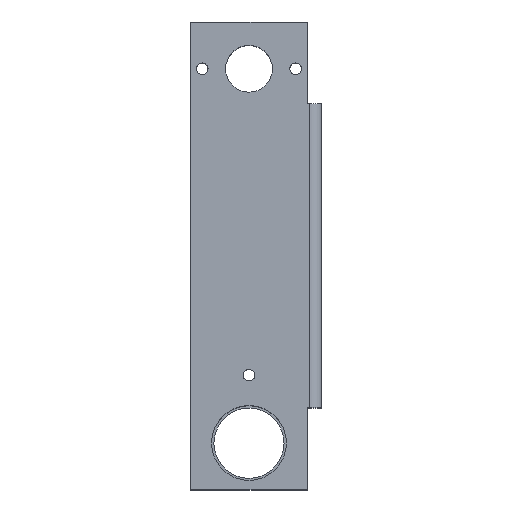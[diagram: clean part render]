
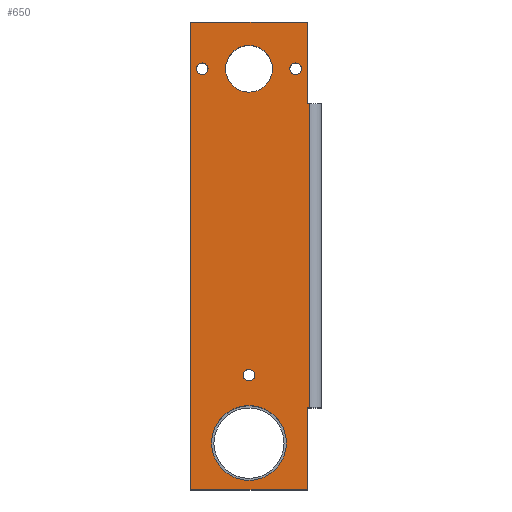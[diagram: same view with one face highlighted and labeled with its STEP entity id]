
A CAD part, top view. The second image highlights one B-rep face of the part: STEP entity #650.
In plain terms, the highlighted planar face has unit normal (0, 0, 1).
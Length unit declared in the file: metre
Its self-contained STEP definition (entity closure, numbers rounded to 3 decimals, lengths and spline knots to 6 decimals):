
#31=CIRCLE('',#703,0.01);
#33=CIRCLE('',#706,0.0025);
#35=CIRCLE('',#709,0.016);
#37=CIRCLE('',#712,0.0025);
#39=CIRCLE('',#715,0.0025);
#151=ORIENTED_EDGE('',*,*,#284,.T.);
#152=ORIENTED_EDGE('',*,*,#282,.F.);
#153=ORIENTED_EDGE('',*,*,#280,.F.);
#154=ORIENTED_EDGE('',*,*,#278,.F.);
#155=ORIENTED_EDGE('',*,*,#276,.F.);
#156=ORIENTED_EDGE('',*,*,#288,.F.);
#157=ORIENTED_EDGE('',*,*,#289,.T.);
#158=ORIENTED_EDGE('',*,*,#290,.T.);
#159=ORIENTED_EDGE('',*,*,#265,.T.);
#160=ORIENTED_EDGE('',*,*,#275,.T.);
#161=ORIENTED_EDGE('',*,*,#287,.F.);
#162=ORIENTED_EDGE('',*,*,#268,.F.);
#163=ORIENTED_EDGE('',*,*,#272,.T.);
#265=EDGE_CURVE('',#339,#341,#398,.T.);
#268=EDGE_CURVE('',#344,#345,#401,.T.);
#272=EDGE_CURVE('',#344,#347,#405,.T.);
#275=EDGE_CURVE('',#341,#349,#408,.T.);
#276=EDGE_CURVE('',#350,#350,#31,.T.);
#278=EDGE_CURVE('',#352,#352,#33,.T.);
#280=EDGE_CURVE('',#354,#354,#35,.T.);
#282=EDGE_CURVE('',#356,#356,#37,.T.);
#284=EDGE_CURVE('',#358,#358,#39,.T.);
#287=EDGE_CURVE('',#345,#349,#410,.T.);
#288=EDGE_CURVE('',#360,#347,#411,.T.);
#289=EDGE_CURVE('',#360,#361,#412,.F.);
#290=EDGE_CURVE('',#361,#339,#413,.T.);
#339=VERTEX_POINT('',#997);
#341=VERTEX_POINT('',#1001);
#344=VERTEX_POINT('',#1008);
#345=VERTEX_POINT('',#1010);
#347=VERTEX_POINT('',#1016);
#349=VERTEX_POINT('',#1022);
#350=VERTEX_POINT('',#1026);
#352=VERTEX_POINT('',#1031);
#354=VERTEX_POINT('',#1036);
#356=VERTEX_POINT('',#1041);
#358=VERTEX_POINT('',#1046);
#360=VERTEX_POINT('',#1054);
#361=VERTEX_POINT('',#1056);
#398=LINE('',#1002,#450);
#401=LINE('',#1009,#453);
#405=LINE('',#1017,#457);
#408=LINE('',#1023,#460);
#410=LINE('',#1051,#462);
#411=LINE('',#1053,#463);
#412=LINE('',#1055,#464);
#413=LINE('',#1057,#465);
#450=VECTOR('',#814,1.);
#453=VECTOR('',#819,1.);
#457=VECTOR('',#825,1.);
#460=VECTOR('',#830,1.);
#462=VECTOR('',#864,1.);
#463=VECTOR('',#867,1.);
#464=VECTOR('',#868,1.);
#465=VECTOR('',#869,1.);
#519=EDGE_LOOP('',(#151));
#520=EDGE_LOOP('',(#152));
#521=EDGE_LOOP('',(#153));
#522=EDGE_LOOP('',(#154));
#523=EDGE_LOOP('',(#155));
#524=EDGE_LOOP('',(#156,#157,#158,#159,#160,#161,#162,#163));
#585=FACE_BOUND('',#519,.T.);
#586=FACE_BOUND('',#520,.T.);
#587=FACE_BOUND('',#521,.T.);
#588=FACE_BOUND('',#522,.T.);
#589=FACE_BOUND('',#523,.T.);
#590=FACE_BOUND('',#524,.T.);
#621=PLANE('',#718);
#650=ADVANCED_FACE('',(#585,#586,#587,#588,#589,#590),#621,.T.);
#703=AXIS2_PLACEMENT_3D('',#1025,#833,#834);
#706=AXIS2_PLACEMENT_3D('',#1030,#839,#840);
#709=AXIS2_PLACEMENT_3D('',#1035,#845,#846);
#712=AXIS2_PLACEMENT_3D('',#1040,#851,#852);
#715=AXIS2_PLACEMENT_3D('',#1045,#857,#858);
#718=AXIS2_PLACEMENT_3D('',#1052,#865,#866);
#814=DIRECTION('',(0.,1.,0.));
#819=DIRECTION('',(-1.,0.,0.));
#825=DIRECTION('',(0.,1.,0.));
#830=DIRECTION('',(-1.,0.,0.));
#833=DIRECTION('',(0.,0.,1.));
#834=DIRECTION('',(1.,0.,0.));
#839=DIRECTION('',(0.,0.,1.));
#840=DIRECTION('',(1.,0.,0.));
#845=DIRECTION('',(0.,0.,1.));
#846=DIRECTION('',(1.,0.,0.));
#851=DIRECTION('',(0.,0.,1.));
#852=DIRECTION('',(1.,0.,0.));
#857=DIRECTION('',(0.,0.,-1.));
#858=DIRECTION('',(1.,0.,0.));
#864=DIRECTION('',(0.,1.,0.));
#865=DIRECTION('',(0.,0.,1.));
#866=DIRECTION('',(1.,0.,0.));
#867=DIRECTION('',(-1.,0.,0.));
#868=DIRECTION('',(0.,-1.,0.));
#869=DIRECTION('',(-1.,0.,0.));
#997=CARTESIAN_POINT('',(0.025,0.065,0.064));
#1001=CARTESIAN_POINT('',(0.025,0.1,0.064));
#1002=CARTESIAN_POINT('',(0.025,0.,0.064));
#1008=CARTESIAN_POINT('',(0.025,-0.1,0.064));
#1009=CARTESIAN_POINT('',(0.,-0.1,0.064));
#1010=CARTESIAN_POINT('',(-0.025,-0.1,0.064));
#1016=CARTESIAN_POINT('',(0.025,-0.065,0.064));
#1017=CARTESIAN_POINT('',(0.025,0.,0.064));
#1022=CARTESIAN_POINT('',(-0.025,0.1,0.064));
#1023=CARTESIAN_POINT('',(0.,0.1,0.064));
#1025=CARTESIAN_POINT('',(0.,0.08,0.064));
#1026=CARTESIAN_POINT('',(0.01,0.08,0.064));
#1030=CARTESIAN_POINT('',(-0.02,0.08,0.064));
#1031=CARTESIAN_POINT('',(-0.0175,0.08,0.064));
#1035=CARTESIAN_POINT('',(0.,-0.08,0.064));
#1036=CARTESIAN_POINT('',(0.016,-0.08,0.064));
#1040=CARTESIAN_POINT('',(0.,-0.051,0.064));
#1041=CARTESIAN_POINT('',(0.0025,-0.051,0.064));
#1045=CARTESIAN_POINT('',(0.02,0.08,0.064));
#1046=CARTESIAN_POINT('',(0.0225,0.08,0.064));
#1051=CARTESIAN_POINT('',(-0.025,0.,0.064));
#1052=CARTESIAN_POINT('',(0.,0.,0.064));
#1053=CARTESIAN_POINT('',(0.031,-0.065,0.064));
#1054=CARTESIAN_POINT('',(0.026,-0.065,0.064));
#1055=CARTESIAN_POINT('',(0.026,0.,0.064));
#1056=CARTESIAN_POINT('',(0.026,0.065,0.064));
#1057=CARTESIAN_POINT('',(0.031,0.065,0.064));
